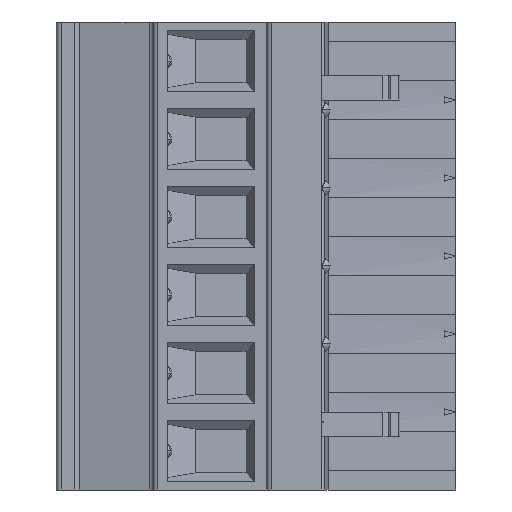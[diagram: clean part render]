
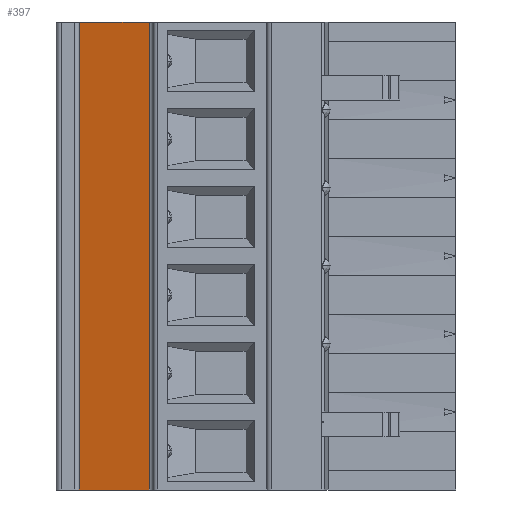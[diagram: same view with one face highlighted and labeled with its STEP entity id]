
A CAD part, left-side view. The second image highlights one B-rep face of the part: STEP entity #397.
In plain terms, the highlighted planar face has unit normal (-0.966, 0.259, 0).
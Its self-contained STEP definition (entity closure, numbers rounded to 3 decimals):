
#397=ADVANCED_FACE('',(#13055),#13101,.T.);
#13019=VERTEX_POINT('',#13020);
#13020=CARTESIAN_POINT('',(-6.492,11.622,
   0.));
#13042=VERTEX_POINT('',#13043);
#13043=CARTESIAN_POINT('',(-6.492,11.622,
   -30.48));
#13055=FACE_OUTER_BOUND('',#13056,.T.);
#13056=EDGE_LOOP('',(#13057,#13058,#13059,#13060,#13061,#13062));
#13057=ORIENTED_EDGE('',*,*,#13063,.F.);
#13058=ORIENTED_EDGE('',*,*,#13072,.F.);
#13059=ORIENTED_EDGE('',*,*,#13079,.F.);
#13060=ORIENTED_EDGE('',*,*,#13084,.T.);
#13061=ORIENTED_EDGE('',*,*,#13089,.F.);
#13062=ORIENTED_EDGE('',*,*,#13096,.F.);
#13063=EDGE_CURVE('',#13068,#13069,#13064,.T.);
#13064=LINE('',#13065,#13066);
#13065=CARTESIAN_POINT('',(-5.265,16.2,
   -30.48));
#13066=VECTOR('',#13067,1.);
#13067=DIRECTION('',(0.,0.,1.));
#13068=VERTEX_POINT('',#13070);
#13069=VERTEX_POINT('',#13071);
#13070=CARTESIAN_POINT('',(-5.265,16.2,-30.48)
   );
#13071=CARTESIAN_POINT('',(-5.265,16.2,
   0.));
#13072=EDGE_CURVE('',#13077,#13068,#13073,.T.);
#13073=LINE('',#13074,#13075);
#13074=CARTESIAN_POINT('',(-6.492,11.622,
   -30.48));
#13075=VECTOR('',#13076,1.);
#13076=DIRECTION('',(0.259,0.966,
   0.));
#13077=VERTEX_POINT('',#13078);
#13078=CARTESIAN_POINT('',(-6.485,11.646,
   -30.48));
#13079=EDGE_CURVE('',#13042,#13077,#13080,.T.);
#13080=LINE('',#13081,#13082);
#13081=CARTESIAN_POINT('',(-6.492,11.622,
   -30.48));
#13082=VECTOR('',#13083,1.);
#13083=DIRECTION('',(0.259,0.966,
   0.));
#13084=EDGE_CURVE('',#13042,#13019,#13085,.T.);
#13085=LINE('',#13086,#13087);
#13086=CARTESIAN_POINT('',(-6.492,11.622,
   -30.48));
#13087=VECTOR('',#13088,1.);
#13088=DIRECTION('',(0.,0.,1.));
#13089=EDGE_CURVE('',#13094,#13019,#13090,.T.);
#13090=LINE('',#13091,#13092);
#13091=CARTESIAN_POINT('',(-5.265,16.2,0.)
   );
#13092=VECTOR('',#13093,1.);
#13093=DIRECTION('',(-0.259,-0.966,
   0.));
#13094=VERTEX_POINT('',#13095);
#13095=CARTESIAN_POINT('',(-6.485,11.646,
   0.));
#13096=EDGE_CURVE('',#13069,#13094,#13097,.T.);
#13097=LINE('',#13098,#13099);
#13098=CARTESIAN_POINT('',(-5.265,16.2,0.)
   );
#13099=VECTOR('',#13100,1.);
#13100=DIRECTION('',(-0.259,-0.966,
   0.));
#13101=PLANE('',#13102);
#13102=AXIS2_PLACEMENT_3D('',#13103,#13104,#13105);
#13103=CARTESIAN_POINT('',(-5.265,16.2,
   -30.48));
#13104=DIRECTION('',(-0.966,0.259,
   0.));
#13105=DIRECTION('',(-0.259,-0.966,
   0.));
